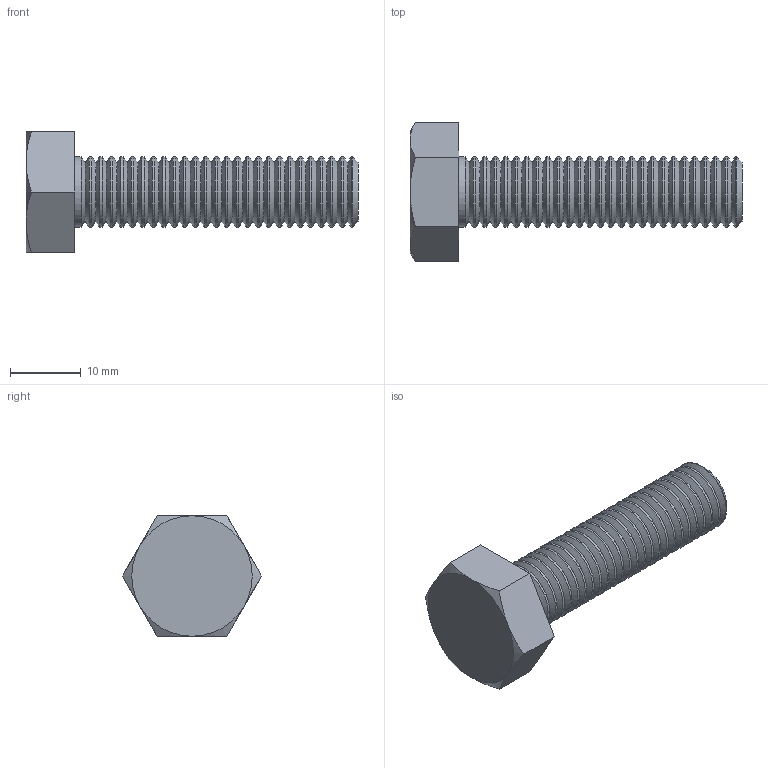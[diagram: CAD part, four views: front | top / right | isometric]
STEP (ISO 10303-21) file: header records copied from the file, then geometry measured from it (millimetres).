
FILE_DESCRIPTION (( 'STEP AP203' ), '1' );
FILE_NAME ('CLP1M-B-10-40 Áîëò øåñòèãðàííûé Ì10õ40.STEP', '2016-02-10T12:53:39', ( '' ), ( '' ), 'SwSTEP 2.0', 'SolidWorks 2014', '' );
FILE_SCHEMA (( 'CONFIG_CONTROL_DESIGN' ));
Length unit declared in the file: millimetre
Products named in the file (1): CLP1M-B-10-40 Áîëò øåñòèãðàííûé Ì10õ40
Bounding box: 46.85 x 19.63 x 17 mm (x, y, z)
Volume: 4470 mm3; surface area: 2700.1 mm2
Topology: 1 solids, 1 shells, 95 faces, 193 edges, 101 vertices
Faces by surface type: cone 59, cylinder 27, plane 9
Full cylindrical faces by diameter (mm): 10 x27
Entity records: 2117 total; most frequent: DIRECTION 378, CARTESIAN_POINT 378, ORIENTED_EDGE 222, AXIS2_PLACEMENT_3D 183, EDGE_LOOP 176, FACE_OUTER_BOUND 122, EDGE_CURVE 111, VERTEX_POINT 99
